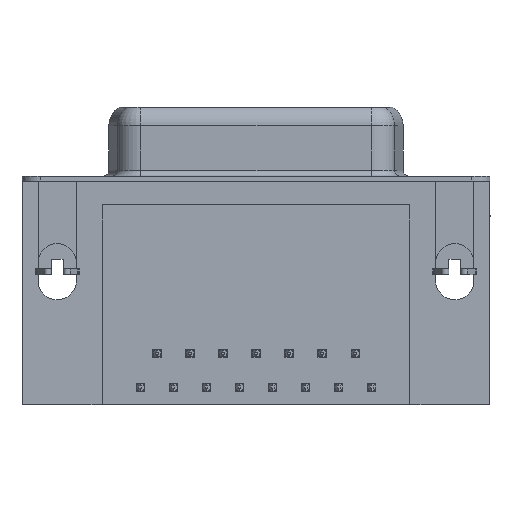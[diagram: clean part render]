
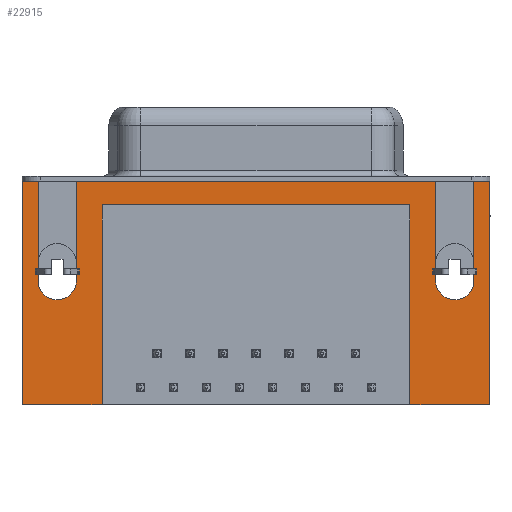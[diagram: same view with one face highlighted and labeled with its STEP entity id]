
A CAD part, front view. The second image highlights one B-rep face of the part: STEP entity #22915.
In plain terms, the highlighted planar face has unit normal (0, -1, 0).
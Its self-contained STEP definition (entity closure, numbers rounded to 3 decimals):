
#865 = VECTOR ( 'NONE', #21024, 1000. ) ;
#890 = EDGE_CURVE ( 'NONE', #5757, #7442, #16525, .T. ) ;
#955 = LINE ( 'NONE', #4034, #865 ) ;
#1013 = CARTESIAN_POINT ( 'NONE',  ( 29.555, -6.275, -2. ) ) ;
#1966 = CARTESIAN_POINT ( 'NONE',  ( -2.935, -6.275, -2.5 ) ) ;
#2411 = VERTEX_POINT ( 'NONE', #25630 ) ;
#2501 = VERTEX_POINT ( 'NONE', #22425 ) ;
#2633 = DIRECTION ( 'NONE',  ( 0., -1., 0. ) ) ;
#2668 = VERTEX_POINT ( 'NONE', #6022 ) ;
#2920 = AXIS2_PLACEMENT_3D ( 'NONE', #15334, #2633, #17494 ) ;
#3225 = EDGE_LOOP ( 'NONE', ( #18883, #11067, #16406, #23668, #15921, #19483, #8213, #4124, #9414, #20797, #3987, #19122, #9026, #26831, #14496, #10694 ) ) ;
#3883 = VERTEX_POINT ( 'NONE', #12340 ) ;
#3920 = CARTESIAN_POINT ( 'NONE',  ( 33.32, -6.275, -8.35 ) ) ;
#3967 = DIRECTION ( 'NONE',  ( 0., 0., -1. ) ) ;
#3987 = ORIENTED_EDGE ( 'NONE', *, *, #20357, .F. ) ;
#4034 = CARTESIAN_POINT ( 'NONE',  ( -2.935, -6.275, -2.5 ) ) ;
#4124 = ORIENTED_EDGE ( 'NONE', *, *, #16279, .F. ) ;
#4475 = FACE_OUTER_BOUND ( 'NONE', #3225, .T. ) ;
#4490 = DIRECTION ( 'NONE',  ( -1., 0., 0. ) ) ;
#4802 = CARTESIAN_POINT ( 'NONE',  ( 36.255, -6.275, 0. ) ) ;
#5358 = LINE ( 'NONE', #5481, #5474 ) ;
#5474 = VECTOR ( 'NONE', #24434, 1000. ) ;
#5481 = CARTESIAN_POINT ( 'NONE',  ( -2.935, -6.275, 0. ) ) ;
#5757 = VERTEX_POINT ( 'NONE', #10590 ) ;
#6022 = CARTESIAN_POINT ( 'NONE',  ( -1.6, -6.275, -8.35 ) ) ;
#6033 = PLANE ( 'NONE',  #8774 ) ;
#6086 = DIRECTION ( 'NONE',  ( -1., 0., 0. ) ) ;
#6113 = DIRECTION ( 'NONE',  ( -1., 0., 0. ) ) ;
#6637 = CARTESIAN_POINT ( 'NONE',  ( 31.72, -6.275, 0. ) ) ;
#7036 = EDGE_CURVE ( 'NONE', #18233, #24759, #19678, .T. ) ;
#7209 = CARTESIAN_POINT ( 'NONE',  ( -2.935, -6.275, -18.76 ) ) ;
#7237 = CARTESIAN_POINT ( 'NONE',  ( 34.92, -6.275, 0. ) ) ;
#7442 = VERTEX_POINT ( 'NONE', #4802 ) ;
#7679 = VERTEX_POINT ( 'NONE', #20692 ) ;
#8213 = ORIENTED_EDGE ( 'NONE', *, *, #19628, .F. ) ;
#8611 = VERTEX_POINT ( 'NONE', #22239 ) ;
#8774 = AXIS2_PLACEMENT_3D ( 'NONE', #1966, #16732, #3967 ) ;
#8791 = DIRECTION ( 'NONE',  ( 0., 0., -1. ) ) ;
#8820 = VERTEX_POINT ( 'NONE', #16831 ) ;
#9026 = ORIENTED_EDGE ( 'NONE', *, *, #20969, .F. ) ;
#9211 = CARTESIAN_POINT ( 'NONE',  ( 1.6, -6.275, 0. ) ) ;
#9339 = CARTESIAN_POINT ( 'NONE',  ( -1.6, -6.275, 0. ) ) ;
#9414 = ORIENTED_EDGE ( 'NONE', *, *, #17122, .F. ) ;
#9932 = DIRECTION ( 'NONE',  ( 0., 0., -1. ) ) ;
#10590 = CARTESIAN_POINT ( 'NONE',  ( 34.92, -6.275, 0. ) ) ;
#10694 = ORIENTED_EDGE ( 'NONE', *, *, #890, .F. ) ;
#11067 = ORIENTED_EDGE ( 'NONE', *, *, #19174, .F. ) ;
#11150 = VERTEX_POINT ( 'NONE', #23386 ) ;
#11176 = CARTESIAN_POINT ( 'NONE',  ( 1.6, -6.275, 0. ) ) ;
#11300 = VERTEX_POINT ( 'NONE', #7209 ) ;
#11497 = CARTESIAN_POINT ( 'NONE',  ( 3.765, -6.275, -2. ) ) ;
#11992 = CARTESIAN_POINT ( 'NONE',  ( 36.255, -6.275, -18.76 ) ) ;
#12285 = CARTESIAN_POINT ( 'NONE',  ( 36.255, -6.275, -2.5 ) ) ;
#12340 = CARTESIAN_POINT ( 'NONE',  ( 1.6, -6.275, -8.35 ) ) ;
#12526 = CARTESIAN_POINT ( 'NONE',  ( 3.765, -6.275, -2. ) ) ;
#12541 = VECTOR ( 'NONE', #18358, 1000. ) ;
#12837 = LINE ( 'NONE', #11992, #12541 ) ;
#13061 = VECTOR ( 'NONE', #15701, 1000. ) ;
#13088 = LINE ( 'NONE', #1013, #13061 ) ;
#13244 = CARTESIAN_POINT ( 'NONE',  ( 31.72, -6.275, 0. ) ) ;
#14282 = EDGE_CURVE ( 'NONE', #2668, #3883, #15433, .T. ) ;
#14496 = ORIENTED_EDGE ( 'NONE', *, *, #17927, .T. ) ;
#14744 = VERTEX_POINT ( 'NONE', #15648 ) ;
#14919 = DIRECTION ( 'NONE',  ( 1., 0., 0. ) ) ;
#15139 = LINE ( 'NONE', #12526, #15269 ) ;
#15269 = VECTOR ( 'NONE', #6113, 1000. ) ;
#15334 = CARTESIAN_POINT ( 'NONE',  ( 0., -6.275, -8.35 ) ) ;
#15433 = CIRCLE ( 'NONE', #2920, 1.6 ) ;
#15595 = CARTESIAN_POINT ( 'NONE',  ( -2.935, -6.275, 0. ) ) ;
#15648 = CARTESIAN_POINT ( 'NONE',  ( 34.92, -6.275, -8.35 ) ) ;
#15701 = DIRECTION ( 'NONE',  ( 0., 0., 1. ) ) ;
#15921 = ORIENTED_EDGE ( 'NONE', *, *, #19505, .F. ) ;
#15931 = LINE ( 'NONE', #24672, #16098 ) ;
#16098 = VECTOR ( 'NONE', #9932, 1000. ) ;
#16279 = EDGE_CURVE ( 'NONE', #2411, #7679, #5358, .T. ) ;
#16406 = ORIENTED_EDGE ( 'NONE', *, *, #19378, .F. ) ;
#16498 = VECTOR ( 'NONE', #14919, 1000. ) ;
#16525 = LINE ( 'NONE', #15595, #16498 ) ;
#16732 = DIRECTION ( 'NONE',  ( 0., -1., 0. ) ) ;
#16831 = CARTESIAN_POINT ( 'NONE',  ( 29.555, -6.275, -2. ) ) ;
#17122 = EDGE_CURVE ( 'NONE', #11300, #2411, #955, .T. ) ;
#17144 = VECTOR ( 'NONE', #4490, 1000. ) ;
#17164 = LINE ( 'NONE', #19371, #17144 ) ;
#17494 = DIRECTION ( 'NONE',  ( 1., 0., 0. ) ) ;
#17927 = EDGE_CURVE ( 'NONE', #8611, #7442, #26164, .T. ) ;
#18233 = VERTEX_POINT ( 'NONE', #9211 ) ;
#18358 = DIRECTION ( 'NONE',  ( -1., 0., 0. ) ) ;
#18460 = VECTOR ( 'NONE', #22042, 1000. ) ;
#18485 = LINE ( 'NONE', #9339, #18460 ) ;
#18766 = DIRECTION ( 'NONE',  ( 0., -1., 0. ) ) ;
#18883 = ORIENTED_EDGE ( 'NONE', *, *, #18986, .F. ) ;
#18898 = VECTOR ( 'NONE', #25948, 1000. ) ;
#18986 = EDGE_CURVE ( 'NONE', #14744, #5757, #21202, .T. ) ;
#19088 = LINE ( 'NONE', #11176, #18898 ) ;
#19122 = ORIENTED_EDGE ( 'NONE', *, *, #20525, .F. ) ;
#19174 = EDGE_CURVE ( 'NONE', #11150, #14744, #20542, .T. ) ;
#19371 = CARTESIAN_POINT ( 'NONE',  ( 36.255, -6.275, -18.76 ) ) ;
#19378 = EDGE_CURVE ( 'NONE', #24759, #11150, #19978, .T. ) ;
#19422 = VECTOR ( 'NONE', #24746, 1000. ) ;
#19483 = ORIENTED_EDGE ( 'NONE', *, *, #14282, .F. ) ;
#19505 = EDGE_CURVE ( 'NONE', #3883, #18233, #19088, .T. ) ;
#19628 = EDGE_CURVE ( 'NONE', #7679, #2668, #18485, .T. ) ;
#19678 = LINE ( 'NONE', #24708, #19422 ) ;
#19806 = VECTOR ( 'NONE', #8791, 1000. ) ;
#19978 = LINE ( 'NONE', #6637, #19806 ) ;
#19981 = EDGE_CURVE ( 'NONE', #24616, #11300, #17164, .T. ) ;
#20357 = EDGE_CURVE ( 'NONE', #23325, #24616, #15931, .T. ) ;
#20525 = EDGE_CURVE ( 'NONE', #8820, #23325, #15139, .T. ) ;
#20542 = CIRCLE ( 'NONE', #23459, 1.6 ) ;
#20692 = CARTESIAN_POINT ( 'NONE',  ( -1.6, -6.275, 0. ) ) ;
#20797 = ORIENTED_EDGE ( 'NONE', *, *, #19981, .F. ) ;
#20969 = EDGE_CURVE ( 'NONE', #2501, #8820, #13088, .T. ) ;
#21024 = DIRECTION ( 'NONE',  ( 0., 0., 1. ) ) ;
#21082 = EDGE_CURVE ( 'NONE', #8611, #2501, #12837, .T. ) ;
#21119 = CARTESIAN_POINT ( 'NONE',  ( 3.765, -6.275, -18.76 ) ) ;
#21144 = VECTOR ( 'NONE', #22089, 1000. ) ;
#21202 = LINE ( 'NONE', #7237, #21144 ) ;
#22042 = DIRECTION ( 'NONE',  ( 0., 0., -1. ) ) ;
#22089 = DIRECTION ( 'NONE',  ( 0., 0., 1. ) ) ;
#22239 = CARTESIAN_POINT ( 'NONE',  ( 36.255, -6.275, -18.76 ) ) ;
#22425 = CARTESIAN_POINT ( 'NONE',  ( 29.555, -6.275, -18.76 ) ) ;
#22830 = DIRECTION ( 'NONE',  ( 0., 0., 1. ) ) ;
#22915 = ADVANCED_FACE ( 'NONE', ( #4475 ), #6033, .T. ) ;
#23325 = VERTEX_POINT ( 'NONE', #11497 ) ;
#23386 = CARTESIAN_POINT ( 'NONE',  ( 31.72, -6.275, -8.35 ) ) ;
#23459 = AXIS2_PLACEMENT_3D ( 'NONE', #3920, #18766, #6086 ) ;
#23668 = ORIENTED_EDGE ( 'NONE', *, *, #7036, .F. ) ;
#24434 = DIRECTION ( 'NONE',  ( 1., 0., 0. ) ) ;
#24616 = VERTEX_POINT ( 'NONE', #21119 ) ;
#24672 = CARTESIAN_POINT ( 'NONE',  ( 3.765, -6.275, -2. ) ) ;
#24708 = CARTESIAN_POINT ( 'NONE',  ( -2.935, -6.275, 0. ) ) ;
#24746 = DIRECTION ( 'NONE',  ( 1., 0., 0. ) ) ;
#24759 = VERTEX_POINT ( 'NONE', #13244 ) ;
#25630 = CARTESIAN_POINT ( 'NONE',  ( -2.935, -6.275, 0. ) ) ;
#25948 = DIRECTION ( 'NONE',  ( 0., 0., 1. ) ) ;
#26164 = LINE ( 'NONE', #12285, #26247 ) ;
#26247 = VECTOR ( 'NONE', #22830, 1000. ) ;
#26831 = ORIENTED_EDGE ( 'NONE', *, *, #21082, .F. ) ;
